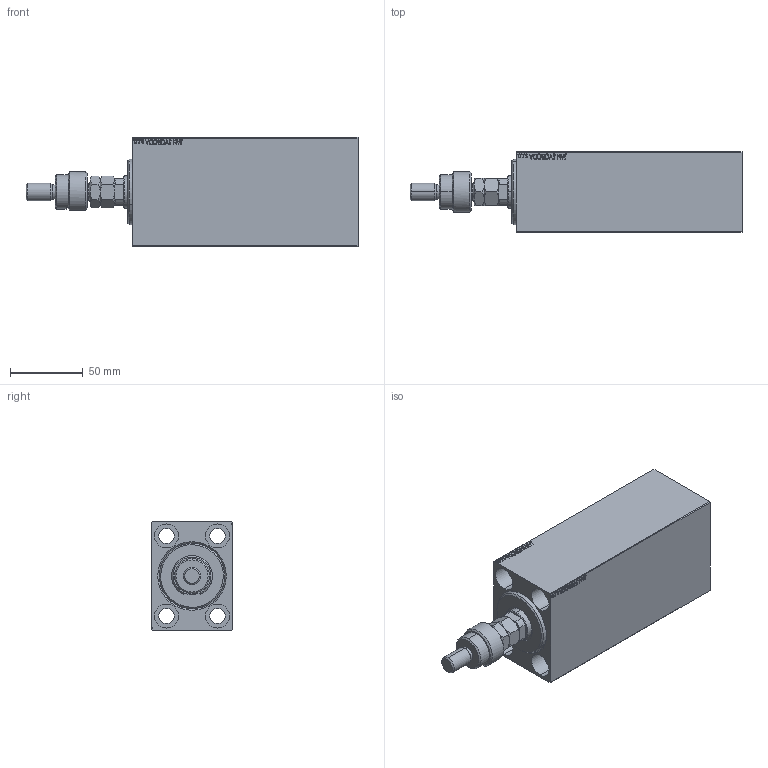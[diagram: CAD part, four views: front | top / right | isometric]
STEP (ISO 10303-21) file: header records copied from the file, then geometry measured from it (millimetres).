
FILE_DESCRIPTION (( 'STEP AP203' ), '1' );
FILE_NAME ('a408.STEP', '2022-04-16T19:51:22', ( '' ), ( '' ), 'SwSTEP 2.0', 'SolidWorks 2019', '' );
FILE_SCHEMA (( 'CONFIG_CONTROL_DESIGN' ));
Length unit declared in the file: millimetre
Products named in the file (7): V450CM_C_Body 41f00eab6d410ceb1319b2a72a8e97c0; a408; DFA 41f00eab6d410ceb1319b2a72a8e97c0; V450CM_VC_B 41f00eab6d410ceb1319b2a72a8e97c0; V450CM_C_VCP 41f00eab6d410ceb1319b2a72a8e97c0; MFA 41f00eab6d410ceb1319b2a72a8e97c0; FEMALE_PART_FOR_DFA 41f00eab6d410ceb1319b2a72a8e97c0
Assembly tree (6 placements, depth 3):
  a408
    V450CM_C_Body 41f00eab6d410ceb1319b2a72a8e97c0
    V450CM_C_VCP 41f00eab6d410ceb1319b2a72a8e97c0
    V450CM_VC_B 41f00eab6d410ceb1319b2a72a8e97c0
    DFA 41f00eab6d410ceb1319b2a72a8e97c0
      FEMALE_PART_FOR_DFA 41f00eab6d410ceb1319b2a72a8e97c0
      MFA 41f00eab6d410ceb1319b2a72a8e97c0
Bounding box: 228 x 55 x 75 mm (x, y, z)
Volume: 550673.8 mm3; surface area: 111130.7 mm2
Topology: 5 solids, 5 shells, 943 faces, 2386 edges, 1565 vertices
Faces by surface type: plane 436, bspline 380, cylinder 69, cone 54, torus 4
Entity records: 46645 total; most frequent: CARTESIAN_POINT 25740, ORIENTED_EDGE 4768, DIRECTION 2914, EDGE_CURVE 2384, VERTEX_POINT 1565, LINE 1356, VECTOR 1356, EDGE_LOOP 1071
